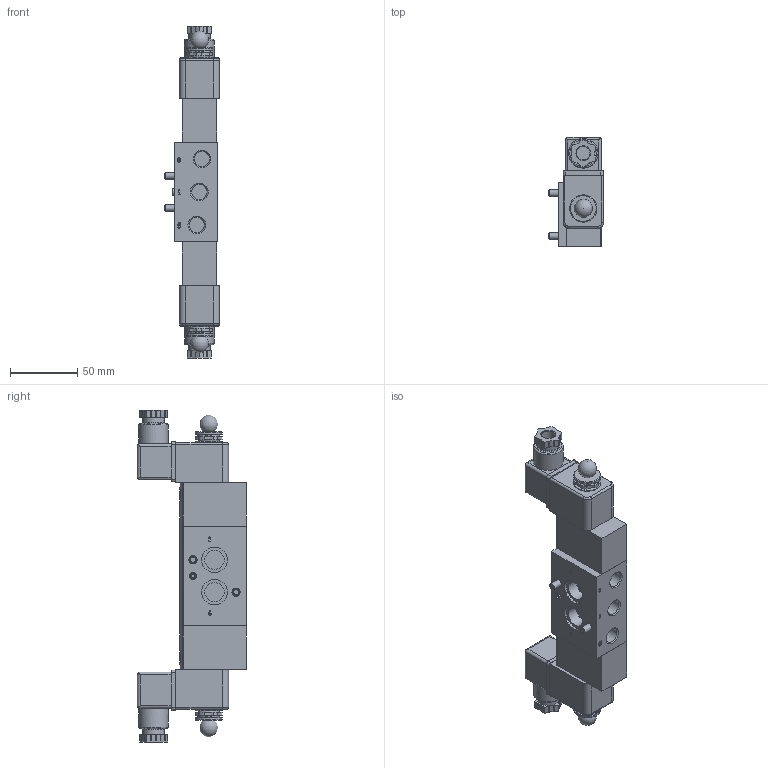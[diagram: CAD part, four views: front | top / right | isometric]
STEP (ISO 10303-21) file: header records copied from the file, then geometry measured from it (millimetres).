
FILE_DESCRIPTION(/* description */ ('STEP AP214'),/* implementation_level */ '2;1');
FILE_NAME(/* name */ '577282_VSNC-F-B52-D-G14-FN-1A1-EX4-A',/* time_stamp */ '2024-09-17T04:35:38+02:00',/* author */ ('License CC BY-ND 4.0'),/* organization */ ('CADENAS'),/* preprocessor_version */ 'ST-DEVELOPER v19.3',/* originating_system */ 'PARTsolutions',/* authorisation */ ' ');
FILE_SCHEMA (('AUTOMOTIVE_DESIGN {1 0 10303 214 3 1 1}'));
Length unit declared in the file: millimetre
Products named in the file (7): 577282 VSNC-F-B52-D-G14-FN-1A1-EX4-A; 8026033 VSNC-F-B52-D-G14-FN-1A1-EX4-A---(geh); DIN-913 - M5x10; DIN-912 - M5x33.5(F); 706921 VACN-N-A1-1-EX4-A_p; 706918 M8X0,75; 747856 MD-3/2-24DC-PI-IA-EX
Assembly tree (10 placements, depth 2):
  577282 VSNC-F-B52-D-G14-FN-1A1-EX4-A
    8026033 VSNC-F-B52-D-G14-FN-1A1-EX4-A---(geh)
    DIN-913 - M5x10
    DIN-912 - M5x33.5(F)  x2
    706921 VACN-N-A1-1-EX4-A_p  x2
    706918 M8X0,75  x2
    747856 MD-3/2-24DC-PI-IA-EX  x2
Bounding box: 40.85 x 81.1 x 246.7 mm (x, y, z)
Volume: 309725.1 mm3; surface area: 70283.3 mm2
Topology: 10 solids, 10 shells, 998 faces, 2419 edges, 1571 vertices
Faces by surface type: plane 586, cylinder 274, cone 112, torus 26
Full cylindrical faces by diameter (mm): 1 x20, 1.65 x6, 2.1 x16, 2.459 x2, 3 x2, 4.134 x2, 5 x3, 5.5 x2, 6 x2, 6.5 x2, 6.9 x2, 7.188 x2, 8 x4, 8.5 x2, 9 x2, 9.2 x2, 10 x4, 10.4 x2, 11.445 x3, 13.4 x2, 14.4 x2, 16 x4, 19 x2, 20.2 x4, 22 x2, 22.5 x2
Entity records: 20626 total; most frequent: CARTESIAN_POINT 3479, DIRECTION 2896, ORIENTED_EDGE 2678, EDGE_CURVE 1339, AXIS2_PLACEMENT_3D 1070, VERTEX_POINT 930, FACE_BOUND 833, EDGE_LOOP 828
